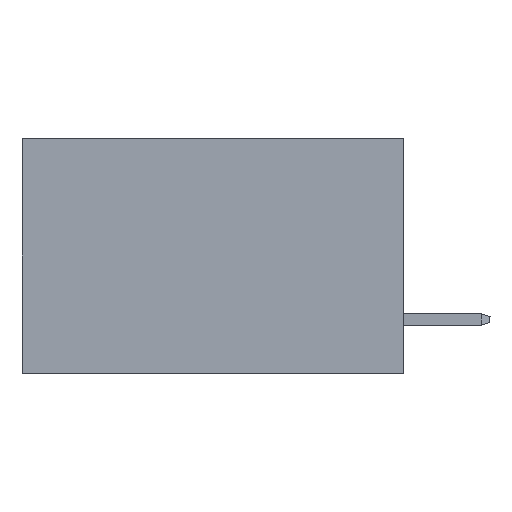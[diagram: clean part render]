
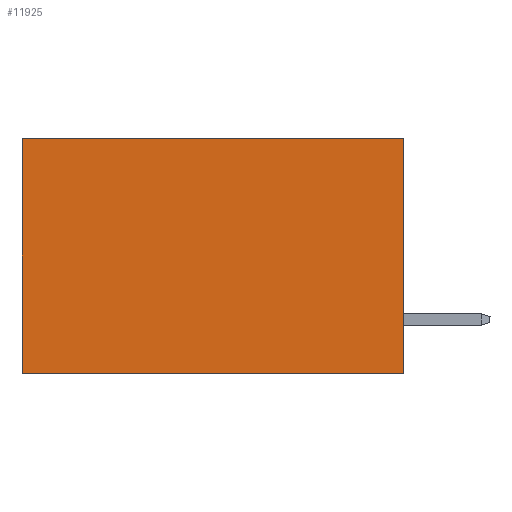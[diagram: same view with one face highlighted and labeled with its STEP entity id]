
A CAD part, left-side view. The second image highlights one B-rep face of the part: STEP entity #11925.
In plain terms, the highlighted planar face has unit normal (-1, 0, 0).
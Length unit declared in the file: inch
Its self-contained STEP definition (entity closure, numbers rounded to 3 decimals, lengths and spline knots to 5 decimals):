
#408 = VERTEX_POINT ( 'NONE', #1670 ) ;
#868 = LINE ( 'NONE', #3060, #8264 ) ;
#1389 = ORIENTED_EDGE ( 'NONE', *, *, #2487, .F. ) ;
#1563 = VERTEX_POINT ( 'NONE', #2830 ) ;
#1578 = VERTEX_POINT ( 'NONE', #7125 ) ;
#1670 = CARTESIAN_POINT ( 'NONE',  ( 0.2875, 0., -0.37 ) ) ;
#1992 = LINE ( 'NONE', #12952, #12475 ) ;
#2487 = EDGE_CURVE ( 'NONE', #408, #10730, #868, .T. ) ;
#2830 = CARTESIAN_POINT ( 'NONE',  ( 0.2875, 0.6, 0. ) ) ;
#2892 = ORIENTED_EDGE ( 'NONE', *, *, #10081, .F. ) ;
#3060 = CARTESIAN_POINT ( 'NONE',  ( 0.2875, 0., -0.37 ) ) ;
#3112 = CARTESIAN_POINT ( 'NONE',  ( 0.2875, 0.6, 0. ) ) ;
#3270 = VECTOR ( 'NONE', #4247, 39.37008 ) ;
#3568 = FACE_OUTER_BOUND ( 'NONE', #5659, .T. ) ;
#3934 = DIRECTION ( 'NONE',  ( 0., 0., -1. ) ) ;
#4247 = DIRECTION ( 'NONE',  ( 0., 0., -1. ) ) ;
#4549 = CARTESIAN_POINT ( 'NONE',  ( 0.2875, 0.6, -0.37 ) ) ;
#4700 = DIRECTION ( 'NONE',  ( 1., 0., 0. ) ) ;
#4879 = AXIS2_PLACEMENT_3D ( 'NONE', #10134, #4700, #8990 ) ;
#5031 = DIRECTION ( 'NONE',  ( 0., 1., 0. ) ) ;
#5128 = DIRECTION ( 'NONE',  ( 0., 1., 0. ) ) ;
#5531 = CARTESIAN_POINT ( 'NONE',  ( 0.2875, 0., 0. ) ) ;
#5659 = EDGE_LOOP ( 'NONE', ( #10603, #1389, #2892, #6152 ) ) ;
#5763 = VECTOR ( 'NONE', #3934, 39.37008 ) ;
#6152 = ORIENTED_EDGE ( 'NONE', *, *, #13955, .T. ) ;
#7125 = CARTESIAN_POINT ( 'NONE',  ( 0.2875, 0., 0. ) ) ;
#8264 = VECTOR ( 'NONE', #5128, 39.37008 ) ;
#8990 = DIRECTION ( 'NONE',  ( 0., 0., -1. ) ) ;
#10036 = EDGE_CURVE ( 'NONE', #1563, #10730, #12869, .T. ) ;
#10081 = EDGE_CURVE ( 'NONE', #1578, #408, #11986, .T. ) ;
#10134 = CARTESIAN_POINT ( 'NONE',  ( 0.2875, 0., 0. ) ) ;
#10603 = ORIENTED_EDGE ( 'NONE', *, *, #10036, .T. ) ;
#10730 = VERTEX_POINT ( 'NONE', #4549 ) ;
#11925 = ADVANCED_FACE ( 'NONE', ( #3568 ), #12158, .F. ) ;
#11986 = LINE ( 'NONE', #5531, #3270 ) ;
#12158 = PLANE ( 'NONE',  #4879 ) ;
#12475 = VECTOR ( 'NONE', #5031, 39.37008 ) ;
#12869 = LINE ( 'NONE', #3112, #5763 ) ;
#12952 = CARTESIAN_POINT ( 'NONE',  ( 0.2875, 0., 0. ) ) ;
#13955 = EDGE_CURVE ( 'NONE', #1578, #1563, #1992, .T. ) ;
